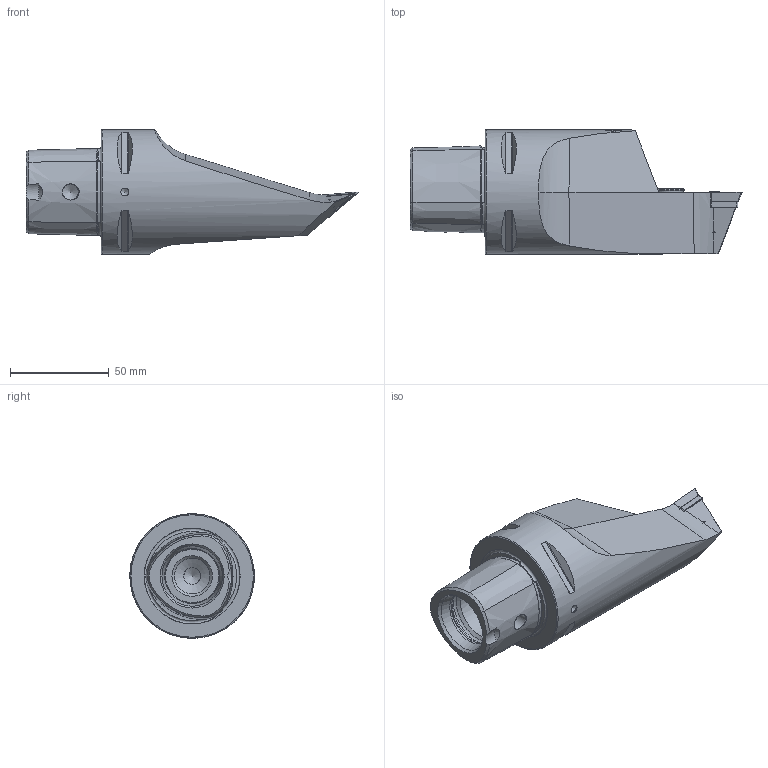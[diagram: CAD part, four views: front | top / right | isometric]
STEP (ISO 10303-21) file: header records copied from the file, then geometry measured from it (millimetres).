
FILE_DESCRIPTION (( 'STEP AP214' ), '1' );
FILE_NAME ('PS6.KVB.NMA.130-UP-R-HP.STEP', '2020-11-04T11:15:32', ( '' ), ( '' ), 'SwSTEP 2.0', 'SolidWorks 2017', '' );
FILE_SCHEMA (( 'AUTOMOTIVE_DESIGN' ));
Length unit declared in the file: millimetre
Products named in the file (12): WVD-ER2.101.002_A; ISO 8752 2x8; DIN 7991 - M5x15; WDB-ER3.003.012_A; WVF-ER1.002.009_A; CHP-ER1.015.006_A; CHP-ER1.008.014_A; DIN 3771 - 13x1; CHP-ER1.015.006; PS6.KVB.NMA.130-UP-R-HP; PS6-KVB.NMA.130-UP-R-HP_A; VCMT160404
Assembly tree (11 placements, depth 3):
  PS6.KVB.NMA.130-UP-R-HP
    PS6-KVB.NMA.130-UP-R-HP_A
    VCMT160404
    CHP-ER1.008.014_A
    CHP-ER1.015.006
      CHP-ER1.015.006_A
      DIN 3771 - 13x1
      DIN 7991 - M5x15
    WDB-ER3.003.012_A
    WVD-ER2.101.002_A
    WVF-ER1.002.009_A
    ISO 8752 2x8
Bounding box: 168 x 63.18 x 63 mm (x, y, z)
Volume: 245358.9 mm3; surface area: 39494.2 mm2
Topology: 10 solids, 10 shells, 318 faces, 768 edges, 472 vertices
Faces by surface type: plane 119, cone 90, cylinder 71, torus 21, bspline 16, sphere 1
Full cylindrical faces by diameter (mm): 2 x1, 2.5 x1, 3 x2, 3.5 x2, 4 x1, 4.2 x1, 4.4 x1, 4.5 x1, 4.8 x1, 5 x5, 5.2 x2, 5.25 x1, 5.5 x1, 5.6 x1, 6.1 x1, 6.5 x1, 7 x2, 8 x1, 8.1 x2, 8.5 x1, 10 x1, 13.4 x1, 15 x4, 18 x1, 28 x2, 32 x1, 63 x1
Entity records: 10861 total; most frequent: CARTESIAN_POINT 3363, DIRECTION 1309, ORIENTED_EDGE 1278, EDGE_CURVE 639, AXIS2_PLACEMENT_3D 538, VERTEX_POINT 443, EDGE_LOOP 440, FACE_OUTER_BOUND 369
